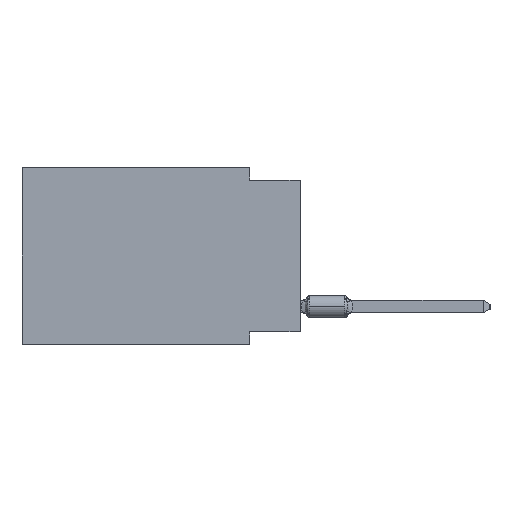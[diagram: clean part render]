
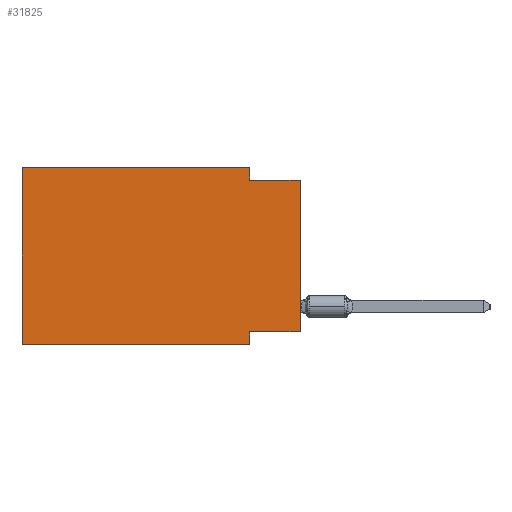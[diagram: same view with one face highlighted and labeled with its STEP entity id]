
A CAD part, left-side view. The second image highlights one B-rep face of the part: STEP entity #31825.
In plain terms, the highlighted planar face has unit normal (-1, 0, 0).
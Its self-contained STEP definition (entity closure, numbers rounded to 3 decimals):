
#964 = VERTEX_POINT ( 'NONE', #17034 ) ;
#1350 = LINE ( 'NONE', #19662, #28103 ) ;
#1428 = VECTOR ( 'NONE', #1918, 1000. ) ;
#1905 = EDGE_CURVE ( 'NONE', #2858, #17861, #11662, .T. ) ;
#1918 = DIRECTION ( 'NONE',  ( 0., 0., 1. ) ) ;
#1968 = AXIS2_PLACEMENT_3D ( 'NONE', #30961, #33257, #12300 ) ;
#2102 = VERTEX_POINT ( 'NONE', #2574 ) ;
#2125 = ORIENTED_EDGE ( 'NONE', *, *, #14732, .F. ) ;
#2574 = CARTESIAN_POINT ( 'NONE',  ( 0., 13.97, -8.89 ) ) ;
#2858 = VERTEX_POINT ( 'NONE', #15698 ) ;
#2872 = VECTOR ( 'NONE', #32007, 1000. ) ;
#3354 = LINE ( 'NONE', #26903, #25227 ) ;
#4278 = EDGE_CURVE ( 'NONE', #2102, #14570, #3354, .T. ) ;
#6727 = VECTOR ( 'NONE', #28489, 1000. ) ;
#6931 = CARTESIAN_POINT ( 'NONE',  ( 0., 2.54, 0. ) ) ;
#7199 = CARTESIAN_POINT ( 'NONE',  ( 0., 0., -8.255 ) ) ;
#7464 = ORIENTED_EDGE ( 'NONE', *, *, #7741, .F. ) ;
#7741 = EDGE_CURVE ( 'NONE', #30336, #964, #1350, .T. ) ;
#8588 = EDGE_LOOP ( 'NONE', ( #33623, #19491, #29857, #28867, #31164, #23915, #7464, #2125 ) ) ;
#10566 = CARTESIAN_POINT ( 'NONE',  ( 0., 0., -0.635 ) ) ;
#11319 = CARTESIAN_POINT ( 'NONE',  ( 0., 0., -8.255 ) ) ;
#11662 = LINE ( 'NONE', #6931, #25947 ) ;
#12300 = DIRECTION ( 'NONE',  ( 0., 0., -1. ) ) ;
#13166 = LINE ( 'NONE', #28860, #23595 ) ;
#14001 = DIRECTION ( 'NONE',  ( 0., 0., 1. ) ) ;
#14421 = FACE_OUTER_BOUND ( 'NONE', #8588, .T. ) ;
#14439 = DIRECTION ( 'NONE',  ( 0., 0., -1. ) ) ;
#14570 = VERTEX_POINT ( 'NONE', #27304 ) ;
#14682 = CARTESIAN_POINT ( 'NONE',  ( 0., 2.54, -0.635 ) ) ;
#14732 = EDGE_CURVE ( 'NONE', #30046, #30336, #30593, .T. ) ;
#15080 = PLANE ( 'NONE',  #1968 ) ;
#15291 = VECTOR ( 'NONE', #26121, 1000. ) ;
#15698 = CARTESIAN_POINT ( 'NONE',  ( 0., 2.54, 0. ) ) ;
#15954 = DIRECTION ( 'NONE',  ( 0., -1., 0. ) ) ;
#17034 = CARTESIAN_POINT ( 'NONE',  ( 0., 2.54, -8.89 ) ) ;
#17081 = EDGE_CURVE ( 'NONE', #17861, #25884, #28707, .T. ) ;
#17861 = VERTEX_POINT ( 'NONE', #14682 ) ;
#18094 = CARTESIAN_POINT ( 'NONE',  ( 0., 2.54, -8.255 ) ) ;
#19084 = EDGE_CURVE ( 'NONE', #2102, #964, #13166, .T. ) ;
#19491 = ORIENTED_EDGE ( 'NONE', *, *, #17081, .F. ) ;
#19662 = CARTESIAN_POINT ( 'NONE',  ( 0., 2.54, -8.89 ) ) ;
#23319 = CARTESIAN_POINT ( 'NONE',  ( 0., 13.97, 0. ) ) ;
#23595 = VECTOR ( 'NONE', #15954, 1000. ) ;
#23915 = ORIENTED_EDGE ( 'NONE', *, *, #19084, .T. ) ;
#23951 = CARTESIAN_POINT ( 'NONE',  ( 0., 0., -0.635 ) ) ;
#25227 = VECTOR ( 'NONE', #14001, 1000. ) ;
#25756 = LINE ( 'NONE', #23319, #15291 ) ;
#25812 = LINE ( 'NONE', #31384, #1428 ) ;
#25884 = VERTEX_POINT ( 'NONE', #23951 ) ;
#25947 = VECTOR ( 'NONE', #27716, 1000. ) ;
#26121 = DIRECTION ( 'NONE',  ( 0., -1., 0. ) ) ;
#26903 = CARTESIAN_POINT ( 'NONE',  ( 0., 13.97, 0. ) ) ;
#27304 = CARTESIAN_POINT ( 'NONE',  ( 0., 13.97, 0. ) ) ;
#27716 = DIRECTION ( 'NONE',  ( 0., 0., -1. ) ) ;
#28103 = VECTOR ( 'NONE', #14439, 1000. ) ;
#28489 = DIRECTION ( 'NONE',  ( 0., 1., 0. ) ) ;
#28707 = LINE ( 'NONE', #10566, #2872 ) ;
#28860 = CARTESIAN_POINT ( 'NONE',  ( 0., 13.97, -8.89 ) ) ;
#28867 = ORIENTED_EDGE ( 'NONE', *, *, #29086, .F. ) ;
#29086 = EDGE_CURVE ( 'NONE', #14570, #2858, #25756, .T. ) ;
#29857 = ORIENTED_EDGE ( 'NONE', *, *, #1905, .F. ) ;
#30046 = VERTEX_POINT ( 'NONE', #11319 ) ;
#30336 = VERTEX_POINT ( 'NONE', #18094 ) ;
#30593 = LINE ( 'NONE', #7199, #6727 ) ;
#30961 = CARTESIAN_POINT ( 'NONE',  ( 0., 13.97, 0. ) ) ;
#31164 = ORIENTED_EDGE ( 'NONE', *, *, #4278, .F. ) ;
#31384 = CARTESIAN_POINT ( 'NONE',  ( 0., 0., 0. ) ) ;
#31825 = ADVANCED_FACE ( 'NONE', ( #14421 ), #15080, .F. ) ;
#32007 = DIRECTION ( 'NONE',  ( 0., -1., 0. ) ) ;
#32947 = EDGE_CURVE ( 'NONE', #30046, #25884, #25812, .T. ) ;
#33257 = DIRECTION ( 'NONE',  ( 1., 0., 0. ) ) ;
#33623 = ORIENTED_EDGE ( 'NONE', *, *, #32947, .T. ) ;
